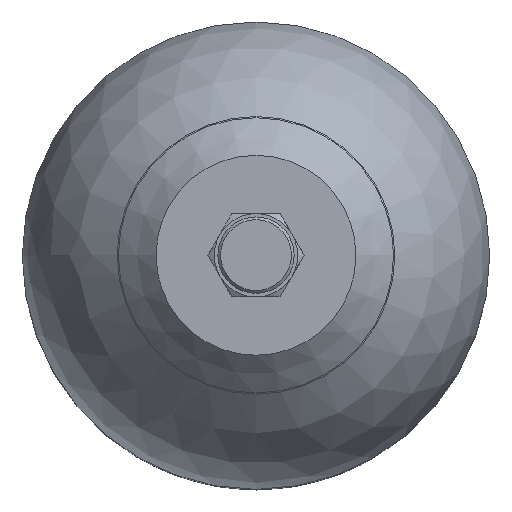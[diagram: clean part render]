
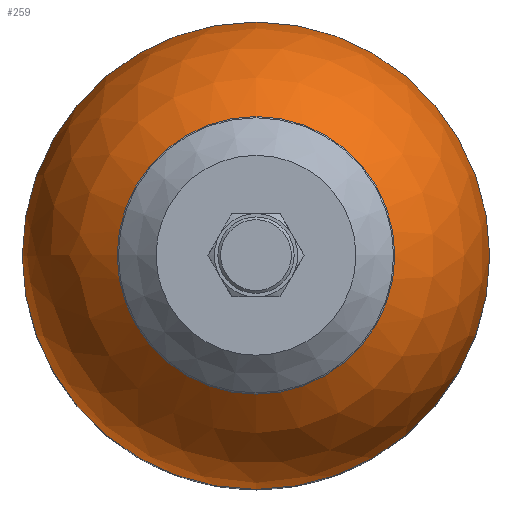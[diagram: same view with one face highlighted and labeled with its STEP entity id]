
A CAD part, top view. The second image highlights one B-rep face of the part: STEP entity #259.
In plain terms, the highlighted spherical face has radius 84.15 mm.
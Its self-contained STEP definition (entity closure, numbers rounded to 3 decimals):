
#259 = ADVANCED_FACE( '', ( #711, #712 ), #713, .T. );
#711 = FACE_OUTER_BOUND( '', #1414, .T. );
#712 = FACE_OUTER_BOUND( '', #1415, .T. );
#713 = SPHERICAL_SURFACE( '', #1416, 84.15 );
#1414 = EDGE_LOOP( '', ( #2311 ) );
#1415 = EDGE_LOOP( '', ( #2312 ) );
#1416 = AXIS2_PLACEMENT_3D( '', #2313, #2314, #2315 );
#2311 = ORIENTED_EDGE( '', *, *, #4610, .T. );
#2312 = ORIENTED_EDGE( '', *, *, #4611, .F. );
#2313 = CARTESIAN_POINT( '', ( 0., 0., 66.618 ) );
#2314 = DIRECTION( '', ( 0., 0., -1. ) );
#2315 = DIRECTION( '', ( -1., 0., 0. ) );
#4610 = EDGE_CURVE( '', #5334, #5334, #5335, .T. );
#4611 = EDGE_CURVE( '', #5336, #5336, #5337, .T. );
#5334 = VERTEX_POINT( '', #6551 );
#5335 = CIRCLE( '', #6552, 49.559 );
#5336 = VERTEX_POINT( '', #6553 );
#5337 = CIRCLE( '', #6554, 84.15 );
#6551 = CARTESIAN_POINT( '', ( -49.559, 0., 134.626 ) );
#6552 = AXIS2_PLACEMENT_3D( '', #9246, #9247, #9248 );
#6553 = CARTESIAN_POINT( '', ( -84.15, 0., 66.618 ) );
#6554 = AXIS2_PLACEMENT_3D( '', #9249, #9250, #9251 );
#9246 = CARTESIAN_POINT( '', ( 0., 0., 134.626 ) );
#9247 = DIRECTION( '', ( 0., 0., -1. ) );
#9248 = DIRECTION( '', ( -1., 0., 0. ) );
#9249 = CARTESIAN_POINT( '', ( 0., 0., 66.618 ) );
#9250 = DIRECTION( '', ( 0., 0., -1. ) );
#9251 = DIRECTION( '', ( -1., 0., 0. ) );
